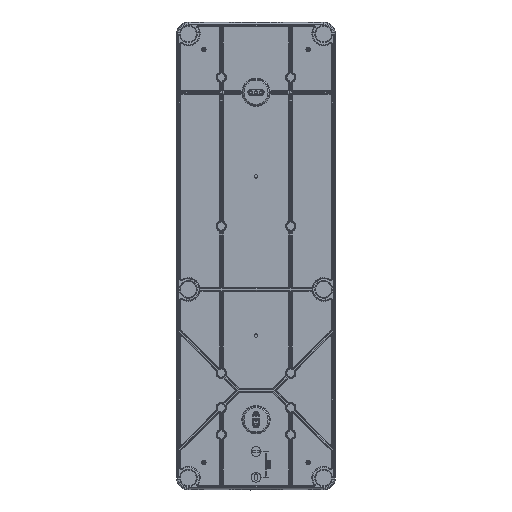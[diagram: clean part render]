
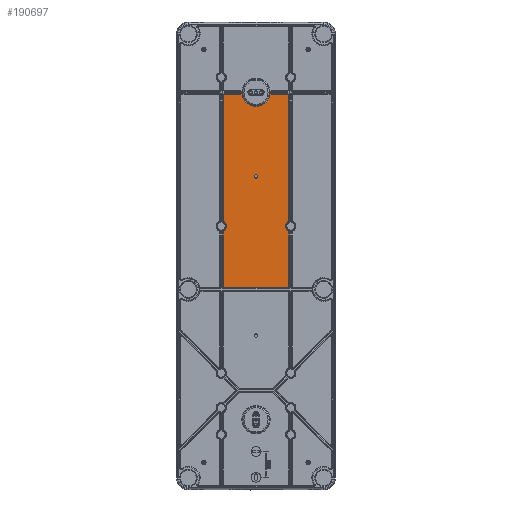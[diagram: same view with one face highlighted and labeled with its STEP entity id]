
A CAD part, front view. The second image highlights one B-rep face of the part: STEP entity #190697.
In plain terms, the highlighted planar face has unit normal (0, -1, 0).
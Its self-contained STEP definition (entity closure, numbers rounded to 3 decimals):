
#1505 = EDGE_CURVE ( 'NONE', #185141, #237855, #79872, .T. ) ;
#7219 = EDGE_CURVE ( 'NONE', #59381, #111509, #250010, .T. ) ;
#8475 = CARTESIAN_POINT ( 'NONE',  ( -32.985, 6.5, 25.218 ) ) ;
#9816 = DIRECTION ( 'NONE',  ( -1., 0., 0. ) ) ;
#14158 = AXIS2_PLACEMENT_3D ( 'NONE', #213207, #276764, #86000 ) ;
#15977 = ORIENTED_EDGE ( 'NONE', *, *, #251160, .T. ) ;
#16746 = CARTESIAN_POINT ( 'NONE',  ( 32.985, 6.5, 34.782 ) ) ;
#16942 = EDGE_CURVE ( 'NONE', #220866, #155623, #251800, .T. ) ;
#17616 = ORIENTED_EDGE ( 'NONE', *, *, #7219, .T. ) ;
#20741 = EDGE_CURVE ( 'NONE', #43457, #248478, #67992, .T. ) ;
#21563 = VERTEX_POINT ( 'NONE', #170594 ) ;
#28821 = CARTESIAN_POINT ( 'NONE',  ( -32.985, 6.5, -32.159 ) ) ;
#37731 = PLANE ( 'NONE',  #173956 ) ;
#37988 = CARTESIAN_POINT ( 'NONE',  ( 32.985, 6.5, 163.459 ) ) ;
#38670 = VERTEX_POINT ( 'NONE', #124191 ) ;
#39758 = AXIS2_PLACEMENT_3D ( 'NONE', #241284, #44856, #107152 ) ;
#43457 = VERTEX_POINT ( 'NONE', #106583 ) ;
#44406 = DIRECTION ( 'NONE',  ( 0., 1., 0. ) ) ;
#44856 = DIRECTION ( 'NONE',  ( 0., -1., 0. ) ) ;
#45482 = LINE ( 'NONE', #217941, #147449 ) ;
#50023 = VECTOR ( 'NONE', #271107, 1000. ) ;
#51414 = LINE ( 'NONE', #28821, #220108 ) ;
#53465 = CARTESIAN_POINT ( 'NONE',  ( -33.459, 6.5, 162.985 ) ) ;
#55607 = LINE ( 'NONE', #230786, #135607 ) ;
#56402 = CARTESIAN_POINT ( 'NONE',  ( 14.149, 6.5, 162.985 ) ) ;
#57971 = EDGE_CURVE ( 'NONE', #248478, #21563, #241546, .T. ) ;
#59381 = VERTEX_POINT ( 'NONE', #237859 ) ;
#67992 = CIRCLE ( 'NONE', #81671, 14.233 ) ;
#68096 = VECTOR ( 'NONE', #112991, 1000. ) ;
#73048 = ORIENTED_EDGE ( 'NONE', *, *, #204535, .T. ) ;
#73714 = CARTESIAN_POINT ( 'NONE',  ( 0., 6.5, 82.008 ) ) ;
#75400 = VERTEX_POINT ( 'NONE', #8475 ) ;
#78306 = ORIENTED_EDGE ( 'NONE', *, *, #145745, .T. ) ;
#78818 = DIRECTION ( 'NONE',  ( 0., 0., -1. ) ) ;
#79872 = CIRCLE ( 'NONE', #233142, 5.19 ) ;
#81671 = AXIS2_PLACEMENT_3D ( 'NONE', #238022, #44406, #91085 ) ;
#82501 = CARTESIAN_POINT ( 'NONE',  ( -14.089, 6.5, 162.985 ) ) ;
#86000 = DIRECTION ( 'NONE',  ( 0., 0., -1. ) ) ;
#91085 = DIRECTION ( 'NONE',  ( 0., 0., -1. ) ) ;
#97634 = CIRCLE ( 'NONE', #205951, 14.233 ) ;
#99433 = DIRECTION ( 'NONE',  ( 0., 0., 1. ) ) ;
#105647 = FACE_OUTER_BOUND ( 'NONE', #230343, .T. ) ;
#106583 = CARTESIAN_POINT ( 'NONE',  ( 0., 6.5, 150.767 ) ) ;
#106723 = CIRCLE ( 'NONE', #260191, 5.19 ) ;
#107152 = DIRECTION ( 'NONE',  ( 0., 0., -1. ) ) ;
#107173 = EDGE_LOOP ( 'NONE', ( #244153, #185131 ) ) ;
#109077 = EDGE_CURVE ( 'NONE', #155623, #220866, #262384, .T. ) ;
#109996 = ORIENTED_EDGE ( 'NONE', *, *, #1505, .T. ) ;
#111509 = VERTEX_POINT ( 'NONE', #220859 ) ;
#111880 = CARTESIAN_POINT ( 'NONE',  ( -35., 6.5, 30. ) ) ;
#112991 = DIRECTION ( 'NONE',  ( -1., 0., 0. ) ) ;
#115068 = CARTESIAN_POINT ( 'NONE',  ( 32.985, 6.5, 25.218 ) ) ;
#119636 = ORIENTED_EDGE ( 'NONE', *, *, #57971, .T. ) ;
#124191 = CARTESIAN_POINT ( 'NONE',  ( -32.985, 6.5, -31.685 ) ) ;
#127576 = ORIENTED_EDGE ( 'NONE', *, *, #201273, .T. ) ;
#129941 = CARTESIAN_POINT ( 'NONE',  ( 35., 6.5, 30. ) ) ;
#134800 = ORIENTED_EDGE ( 'NONE', *, *, #234809, .T. ) ;
#135607 = VECTOR ( 'NONE', #99433, 1000. ) ;
#145745 = EDGE_CURVE ( 'NONE', #221899, #75400, #106723, .T. ) ;
#147449 = VECTOR ( 'NONE', #172681, 1000. ) ;
#155623 = VERTEX_POINT ( 'NONE', #200156 ) ;
#155760 = LINE ( 'NONE', #165071, #50023 ) ;
#155982 = VECTOR ( 'NONE', #9816, 1000. ) ;
#165071 = CARTESIAN_POINT ( 'NONE',  ( 33.459, 6.5, -31.685 ) ) ;
#170594 = CARTESIAN_POINT ( 'NONE',  ( -32.985, 6.5, 162.985 ) ) ;
#172681 = DIRECTION ( 'NONE',  ( 0., 0., -1. ) ) ;
#173956 = AXIS2_PLACEMENT_3D ( 'NONE', #208807, #214418, #78818 ) ;
#179602 = DIRECTION ( 'NONE',  ( 0., 1., 0. ) ) ;
#185131 = ORIENTED_EDGE ( 'NONE', *, *, #16942, .F. ) ;
#185141 = VERTEX_POINT ( 'NONE', #115068 ) ;
#190190 = CARTESIAN_POINT ( 'NONE',  ( -32.985, 6.5, 34.782 ) ) ;
#190697 = ADVANCED_FACE ( 'NONE', ( #277976, #105647 ), #37731, .T. ) ;
#194930 = DIRECTION ( 'NONE',  ( 0., 1., 0. ) ) ;
#200156 = CARTESIAN_POINT ( 'NONE',  ( 0., 6.5, 78.529 ) ) ;
#201273 = EDGE_CURVE ( 'NONE', #237855, #59381, #55607, .T. ) ;
#204129 = DIRECTION ( 'NONE',  ( 0., 1., 0. ) ) ;
#204535 = EDGE_CURVE ( 'NONE', #38670, #218964, #155760, .T. ) ;
#205951 = AXIS2_PLACEMENT_3D ( 'NONE', #229444, #204129, #226719 ) ;
#208807 = CARTESIAN_POINT ( 'NONE',  ( -68.2, 6.5, 223.7 ) ) ;
#209067 = DIRECTION ( 'NONE',  ( 0., 0., 1. ) ) ;
#213207 = CARTESIAN_POINT ( 'NONE',  ( 0., 6.5, 80.268 ) ) ;
#214418 = DIRECTION ( 'NONE',  ( 0., -1., 0. ) ) ;
#216152 = DIRECTION ( 'NONE',  ( 0., 0., -1. ) ) ;
#217941 = CARTESIAN_POINT ( 'NONE',  ( -32.985, 6.5, -32.159 ) ) ;
#218371 = ORIENTED_EDGE ( 'NONE', *, *, #248391, .T. ) ;
#218964 = VERTEX_POINT ( 'NONE', #233272 ) ;
#220108 = VECTOR ( 'NONE', #245020, 1000. ) ;
#220859 = CARTESIAN_POINT ( 'NONE',  ( 14.089, 6.5, 162.985 ) ) ;
#220866 = VERTEX_POINT ( 'NONE', #73714 ) ;
#221899 = VERTEX_POINT ( 'NONE', #190190 ) ;
#225276 = ORIENTED_EDGE ( 'NONE', *, *, #245615, .T. ) ;
#226719 = DIRECTION ( 'NONE',  ( 0., 0., -1. ) ) ;
#229444 = CARTESIAN_POINT ( 'NONE',  ( 0., 6.5, 165. ) ) ;
#230343 = EDGE_LOOP ( 'NONE', ( #134800, #109996, #127576, #17616, #218371, #265510, #119636, #225276, #78306, #15977, #73048 ) ) ;
#230786 = CARTESIAN_POINT ( 'NONE',  ( 32.985, 6.5, 163.459 ) ) ;
#233142 = AXIS2_PLACEMENT_3D ( 'NONE', #129941, #194930, #216152 ) ;
#233272 = CARTESIAN_POINT ( 'NONE',  ( 32.985, 6.5, -31.685 ) ) ;
#234809 = EDGE_CURVE ( 'NONE', #218964, #185141, #247261, .T. ) ;
#237855 = VERTEX_POINT ( 'NONE', #16746 ) ;
#237859 = CARTESIAN_POINT ( 'NONE',  ( 32.985, 6.5, 162.985 ) ) ;
#238022 = CARTESIAN_POINT ( 'NONE',  ( 0., 6.5, 165. ) ) ;
#241284 = CARTESIAN_POINT ( 'NONE',  ( 0., 6.5, 80.268 ) ) ;
#241546 = LINE ( 'NONE', #53465, #68096 ) ;
#244153 = ORIENTED_EDGE ( 'NONE', *, *, #109077, .F. ) ;
#245020 = DIRECTION ( 'NONE',  ( 0., 0., -1. ) ) ;
#245615 = EDGE_CURVE ( 'NONE', #21563, #221899, #45482, .T. ) ;
#247261 = LINE ( 'NONE', #37988, #249557 ) ;
#248391 = EDGE_CURVE ( 'NONE', #111509, #43457, #97634, .T. ) ;
#248478 = VERTEX_POINT ( 'NONE', #82501 ) ;
#249557 = VECTOR ( 'NONE', #209067, 1000. ) ;
#250010 = LINE ( 'NONE', #56402, #155982 ) ;
#251160 = EDGE_CURVE ( 'NONE', #75400, #38670, #51414, .T. ) ;
#251800 = CIRCLE ( 'NONE', #39758, 1.74 ) ;
#260191 = AXIS2_PLACEMENT_3D ( 'NONE', #111880, #179602, #263046 ) ;
#262384 = CIRCLE ( 'NONE', #14158, 1.74 ) ;
#263046 = DIRECTION ( 'NONE',  ( 0., 0., -1. ) ) ;
#265510 = ORIENTED_EDGE ( 'NONE', *, *, #20741, .T. ) ;
#271107 = DIRECTION ( 'NONE',  ( 1., 0., 0. ) ) ;
#276764 = DIRECTION ( 'NONE',  ( 0., -1., 0. ) ) ;
#277976 = FACE_BOUND ( 'NONE', #107173, .T. ) ;
